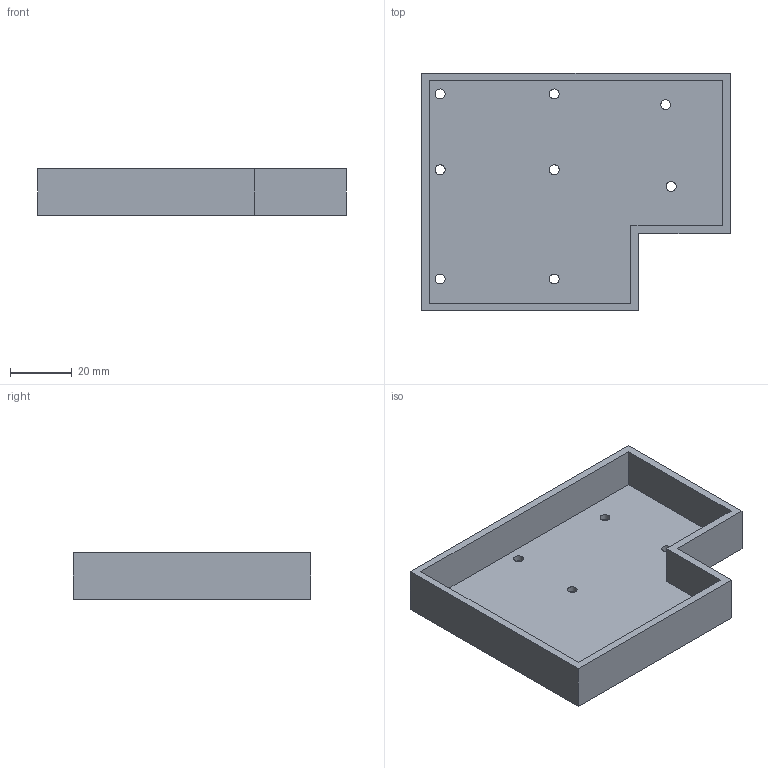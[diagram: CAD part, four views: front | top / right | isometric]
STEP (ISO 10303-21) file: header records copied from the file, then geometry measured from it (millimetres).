
FILE_DESCRIPTION( ( '' ), ' ' );
FILE_NAME( '5d08921c571eba1846639751.step', '2019-06-18T07:26:21', ( '' ), ( '' ), ' ', ' ', ' ' );
FILE_SCHEMA( ( 'AUTOMOTIVE_DESIGN { 1 0 10303 214 1 1 1 1 }' ) );
Length unit declared in the file: metre
Products named in the file (1): Part 1
Bounding box: 100 x 77 x 15 mm (x, y, z)
Volume: 24965.7 mm3; surface area: 23598.5 mm2
Topology: 1 solids, 1 shells, 23 faces, 60 edges, 40 vertices
Faces by surface type: plane 15, cylinder 8
Full cylindrical faces by diameter (mm): 3.2 x8
Entity records: 902 total; most frequent: CARTESIAN_POINT 116, DIRECTION 116, ORIENTED_EDGE 104, EDGE_CURVE 52, EDGE_LOOP 48, AXIS2_PLACEMENT_3D 40, VERTEX_POINT 40, LINE 36
